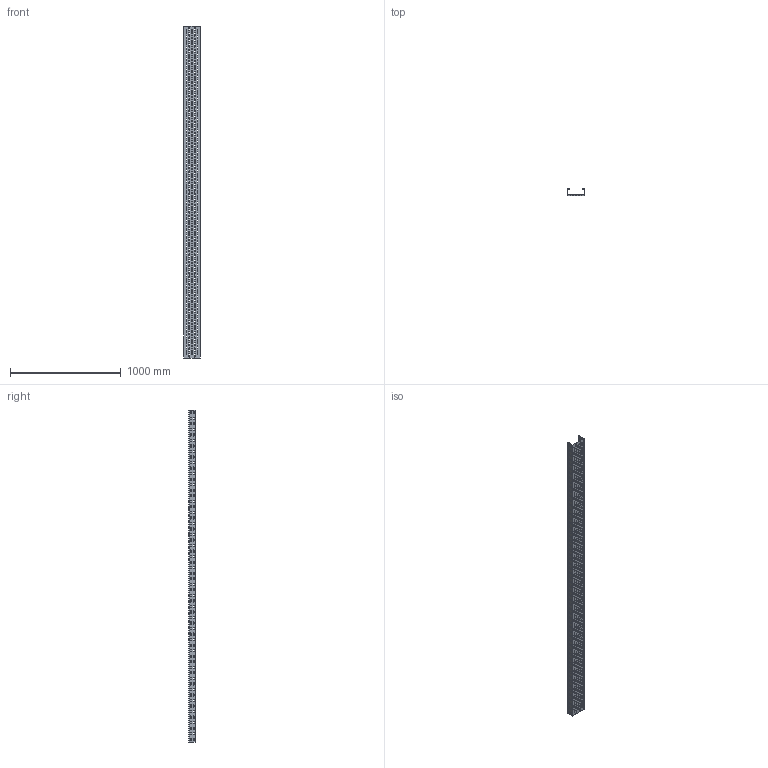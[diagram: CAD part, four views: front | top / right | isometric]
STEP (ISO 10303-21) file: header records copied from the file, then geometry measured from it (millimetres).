
FILE_DESCRIPTION (( 'STEP AP214' ), '1' );
FILE_NAME ('6048912_KSTP1.stp', '2018-05-24T06:11:42', ( '' ), ( '' ), 'SwSTEP 2.0', 'SolidWorks 2016', '' );
FILE_SCHEMA (( 'AUTOMOTIVE_DESIGN' ));
Length unit declared in the file: millimetre
Products named in the file (1): 6048912_KSTP1
Bounding box: 150 x 59.4 x 3000 mm (x, y, z)
Volume: 554919.6 mm3; surface area: 1613128 mm2
Topology: 1 solids, 1 shells, 2483 faces, 7411 edges, 4930 vertices
Faces by surface type: cylinder 1379, plane 1104
Entity records: 86549 total; most frequent: DIRECTION 15137, CARTESIAN_POINT 14825, ORIENTED_EDGE 14822, EDGE_CURVE 7411, AXIS2_PLACEMENT_3D 5242, VERTEX_POINT 4930, VECTOR 4653, LINE 4653
